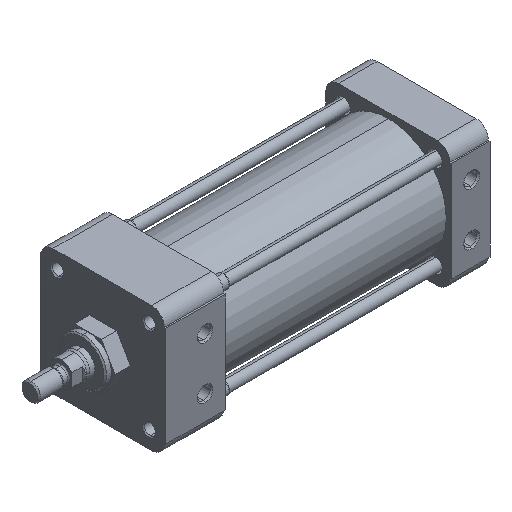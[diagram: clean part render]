
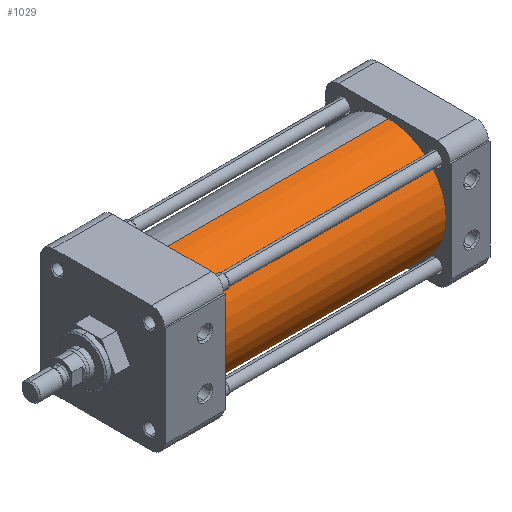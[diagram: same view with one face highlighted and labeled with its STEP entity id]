
A CAD part, isometric view. The second image highlights one B-rep face of the part: STEP entity #1029.
In plain terms, the highlighted cylindrical face has radius 34.925 mm (diameter 69.85 mm), a partial arc.
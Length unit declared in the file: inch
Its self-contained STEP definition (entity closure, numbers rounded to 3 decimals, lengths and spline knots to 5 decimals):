
#532 = VECTOR ( 'NONE', #7110, 39.37008 ) ;
#578 = DIRECTION ( 'NONE',  ( 0., 0., -1. ) ) ;
#916 = LINE ( 'NONE', #9297, #532 ) ;
#1029 = ADVANCED_FACE ( 'NONE', ( #12209 ), #1788, .T. ) ;
#1788 = CYLINDRICAL_SURFACE ( 'NONE', #8731, 1.375 ) ;
#2501 = VERTEX_POINT ( 'NONE', #10336 ) ;
#3017 = ORIENTED_EDGE ( 'NONE', *, *, #6845, .T. ) ;
#3225 = DIRECTION ( 'NONE',  ( 1., 0., 0. ) ) ;
#3432 = EDGE_LOOP ( 'NONE', ( #5358, #13914, #12006, #3017 ) ) ;
#4068 = AXIS2_PLACEMENT_3D ( 'NONE', #14062, #7359, #578 ) ;
#4482 = CIRCLE ( 'NONE', #4068, 1.375 ) ;
#5305 = VERTEX_POINT ( 'NONE', #7311 ) ;
#5358 = ORIENTED_EDGE ( 'NONE', *, *, #9090, .F. ) ;
#5630 = VERTEX_POINT ( 'NONE', #7859 ) ;
#5774 = VERTEX_POINT ( 'NONE', #12561 ) ;
#6108 = CARTESIAN_POINT ( 'NONE',  ( 6.826, 0., 0. ) ) ;
#6196 = CARTESIAN_POINT ( 'NONE',  ( 6.826, 0., 0. ) ) ;
#6246 = EDGE_CURVE ( 'NONE', #2501, #5305, #4482, .T. ) ;
#6845 = EDGE_CURVE ( 'NONE', #5774, #5630, #8717, .T. ) ;
#7110 = DIRECTION ( 'NONE',  ( 1., 0., 0. ) ) ;
#7260 = DIRECTION ( 'NONE',  ( 0., 0., -1. ) ) ;
#7311 = CARTESIAN_POINT ( 'NONE',  ( 1.42, 0., -1.375 ) ) ;
#7359 = DIRECTION ( 'NONE',  ( 1., 0., 0. ) ) ;
#7859 = CARTESIAN_POINT ( 'NONE',  ( 6.826, 0., 1.375 ) ) ;
#8717 = CIRCLE ( 'NONE', #10950, 1.375 ) ;
#8731 = AXIS2_PLACEMENT_3D ( 'NONE', #6196, #9026, #10189 ) ;
#9026 = DIRECTION ( 'NONE',  ( 1., 0., 0. ) ) ;
#9090 = EDGE_CURVE ( 'NONE', #2501, #5630, #11224, .T. ) ;
#9297 = CARTESIAN_POINT ( 'NONE',  ( 6.826, 0., -1.375 ) ) ;
#10189 = DIRECTION ( 'NONE',  ( 0., 0., -1. ) ) ;
#10249 = EDGE_CURVE ( 'NONE', #5305, #5774, #916, .T. ) ;
#10336 = CARTESIAN_POINT ( 'NONE',  ( 1.42, 0., 1.375 ) ) ;
#10950 = AXIS2_PLACEMENT_3D ( 'NONE', #6108, #13959, #7260 ) ;
#11224 = LINE ( 'NONE', #12106, #14185 ) ;
#12006 = ORIENTED_EDGE ( 'NONE', *, *, #10249, .T. ) ;
#12106 = CARTESIAN_POINT ( 'NONE',  ( 6.826, 0., 1.375 ) ) ;
#12209 = FACE_OUTER_BOUND ( 'NONE', #3432, .T. ) ;
#12561 = CARTESIAN_POINT ( 'NONE',  ( 6.826, 0., -1.375 ) ) ;
#13914 = ORIENTED_EDGE ( 'NONE', *, *, #6246, .T. ) ;
#13959 = DIRECTION ( 'NONE',  ( -1., 0., 0. ) ) ;
#14062 = CARTESIAN_POINT ( 'NONE',  ( 1.42, 0., 0. ) ) ;
#14185 = VECTOR ( 'NONE', #3225, 39.37008 ) ;
